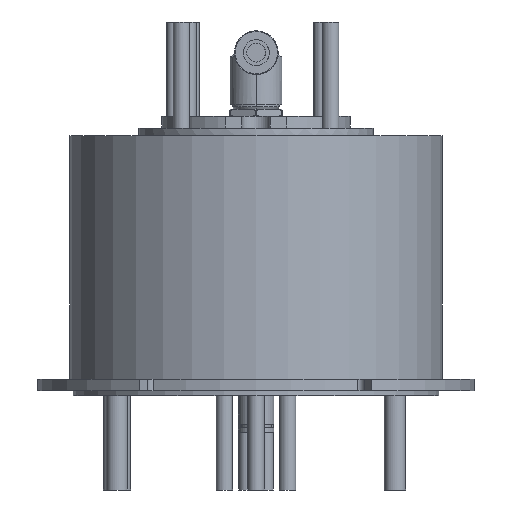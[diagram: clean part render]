
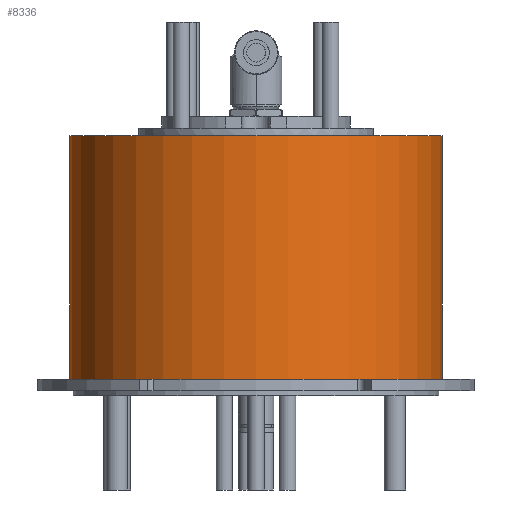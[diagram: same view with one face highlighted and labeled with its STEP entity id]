
A CAD part, front view. The second image highlights one B-rep face of the part: STEP entity #8336.
In plain terms, the highlighted cylindrical face has radius 79 mm (diameter 158 mm), a partial arc.
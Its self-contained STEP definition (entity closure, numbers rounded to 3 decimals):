
#302 = VERTEX_POINT ( 'NONE', #3878 ) ;
#1013 = LINE ( 'NONE', #6017, #9489 ) ;
#1229 = VECTOR ( 'NONE', #1354, 1000. ) ;
#1273 = ORIENTED_EDGE ( 'NONE', *, *, #10349, .F. ) ;
#1354 = DIRECTION ( 'NONE',  ( 0., 0., -1. ) ) ;
#1676 = ORIENTED_EDGE ( 'NONE', *, *, #8255, .T. ) ;
#2321 = FACE_OUTER_BOUND ( 'NONE', #5031, .T. ) ;
#2502 = DIRECTION ( 'NONE',  ( 0., 0., -1. ) ) ;
#3230 = CARTESIAN_POINT ( 'NONE',  ( 0., 0., 7. ) ) ;
#3635 = CIRCLE ( 'NONE', #9884, 79. ) ;
#3800 = VERTEX_POINT ( 'NONE', #9649 ) ;
#3878 = CARTESIAN_POINT ( 'NONE',  ( -79., 0., 110.2 ) ) ;
#4060 = DIRECTION ( 'NONE',  ( 1., 0., 0. ) ) ;
#4157 = DIRECTION ( 'NONE',  ( -1., 0., 0. ) ) ;
#4242 = ORIENTED_EDGE ( 'NONE', *, *, #6369, .F. ) ;
#4462 = DIRECTION ( 'NONE',  ( 0., 0., -1. ) ) ;
#4976 = CARTESIAN_POINT ( 'NONE',  ( 0., 0., 110.2 ) ) ;
#5031 = EDGE_LOOP ( 'NONE', ( #4242, #1273, #10689, #1676 ) ) ;
#5336 = CARTESIAN_POINT ( 'NONE',  ( 79., 0., 7. ) ) ;
#5756 = DIRECTION ( 'NONE',  ( 1., 0., 0. ) ) ;
#6017 = CARTESIAN_POINT ( 'NONE',  ( 79., 0., 22.6 ) ) ;
#6249 = AXIS2_PLACEMENT_3D ( 'NONE', #4976, #10676, #5756 ) ;
#6287 = CARTESIAN_POINT ( 'NONE',  ( -79., 0., 7. ) ) ;
#6349 = CYLINDRICAL_SURFACE ( 'NONE', #6367, 79. ) ;
#6367 = AXIS2_PLACEMENT_3D ( 'NONE', #9022, #2502, #4157 ) ;
#6369 = EDGE_CURVE ( 'NONE', #3800, #9402, #1013, .T. ) ;
#6687 = CIRCLE ( 'NONE', #6249, 79. ) ;
#7484 = VERTEX_POINT ( 'NONE', #6287 ) ;
#7857 = CARTESIAN_POINT ( 'NONE',  ( -79., 0., 22.6 ) ) ;
#8230 = LINE ( 'NONE', #7857, #1229 ) ;
#8255 = EDGE_CURVE ( 'NONE', #7484, #9402, #3635, .T. ) ;
#8336 = ADVANCED_FACE ( 'NONE', ( #2321 ), #6349, .T. ) ;
#8908 = DIRECTION ( 'NONE',  ( 0., 0., 1. ) ) ;
#9022 = CARTESIAN_POINT ( 'NONE',  ( 0., 0., 22.6 ) ) ;
#9402 = VERTEX_POINT ( 'NONE', #5336 ) ;
#9489 = VECTOR ( 'NONE', #4462, 1000. ) ;
#9649 = CARTESIAN_POINT ( 'NONE',  ( 79., 0., 110.2 ) ) ;
#9719 = EDGE_CURVE ( 'NONE', #302, #7484, #8230, .T. ) ;
#9884 = AXIS2_PLACEMENT_3D ( 'NONE', #3230, #8908, #4060 ) ;
#10349 = EDGE_CURVE ( 'NONE', #302, #3800, #6687, .T. ) ;
#10676 = DIRECTION ( 'NONE',  ( 0., 0., 1. ) ) ;
#10689 = ORIENTED_EDGE ( 'NONE', *, *, #9719, .T. ) ;
